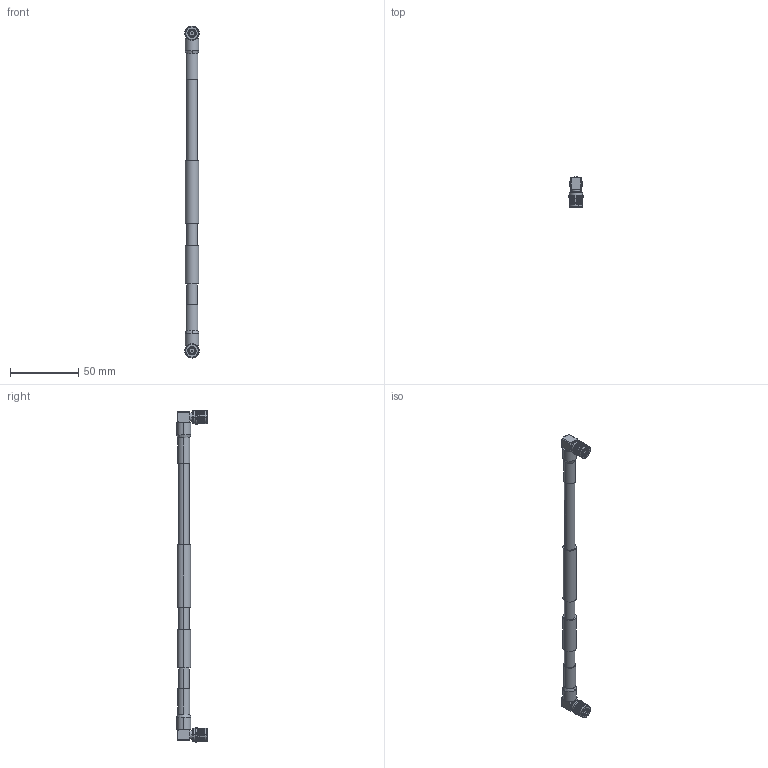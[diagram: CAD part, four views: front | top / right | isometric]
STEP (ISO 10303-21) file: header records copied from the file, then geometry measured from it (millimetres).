
FILE_DESCRIPTION (( 'STEP AP214' ), '1' );
FILE_NAME ('FMCA2285.step', '2021-02-09T19:12:40', ( '' ), ( '' ), 'SwSTEP 2.0', 'SolidWorks 2018', '' );
FILE_SCHEMA (( 'AUTOMOTIVE_DESIGN' ));
Length unit declared in the file: inch
Products named in the file (4): Heat Shrink^FMCA2285; FM-1/4SFHC^FMCA2285; FMCN1723^FMCA2285; FMCA2285
Assembly tree (5 placements, depth 2):
  FMCA2285
    FM-1/4SFHC^FMCA2285
    Heat Shrink^FMCA2285  x2
    FMCN1723^FMCA2285  x2
Bounding box: 10.5 x 22.08 x 242.97 mm (x, y, z)
Volume: 16377.6 mm3; surface area: 9514.9 mm2
Topology: 5 solids, 5 shells, 580 faces, 1690 edges, 1084 vertices
Faces by surface type: cylinder 198, plane 136, cone 122, bspline 120, torus 4
Entity records: 21345 total; most frequent: CARTESIAN_POINT 14157, ORIENTED_EDGE 1720, DIRECTION 1208, EDGE_CURVE 860, VERTEX_POINT 552, AXIS2_PLACEMENT_3D 453, EDGE_LOOP 320, VECTOR 302
